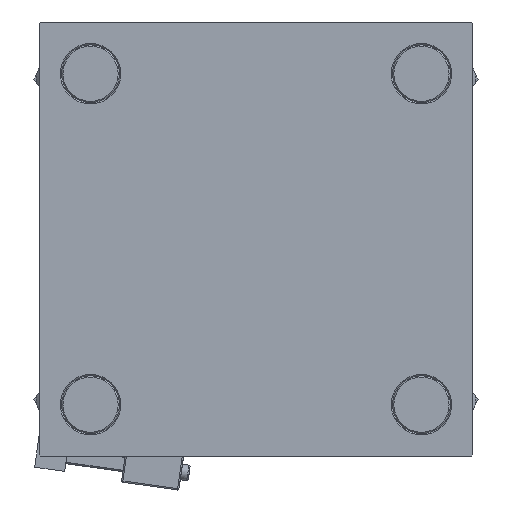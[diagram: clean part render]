
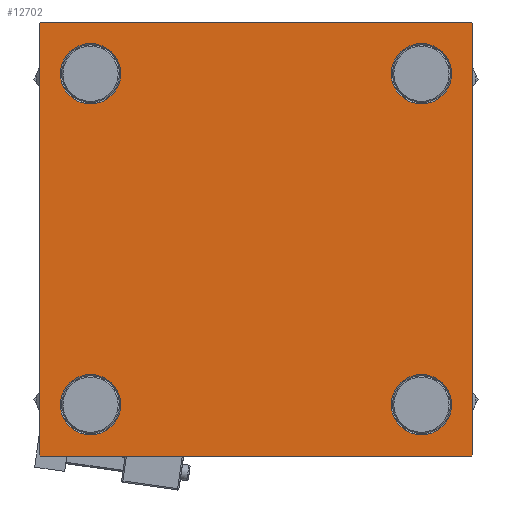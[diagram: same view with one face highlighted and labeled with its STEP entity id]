
A CAD part, left-side view. The second image highlights one B-rep face of the part: STEP entity #12702.
In plain terms, the highlighted planar face has unit normal (-1, 0, 0).
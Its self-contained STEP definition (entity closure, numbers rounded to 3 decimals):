
#79 = FACE_BOUND ( 'NONE', #21529, .T. ) ;
#337 = FACE_OUTER_BOUND ( 'NONE', #48497, .T. ) ;
#648 = EDGE_CURVE ( 'NONE', #11268, #42337, #19506, .T. ) ;
#1248 = DIRECTION ( 'NONE',  ( 0., 0., -1. ) ) ;
#1624 = CIRCLE ( 'NONE', #3347, 11.5 ) ;
#2045 = LINE ( 'NONE', #38000, #42810 ) ;
#2116 = AXIS2_PLACEMENT_3D ( 'NONE', #14700, #29910, #10189 ) ;
#2944 = EDGE_CURVE ( 'NONE', #7885, #41185, #35863, .T. ) ;
#3347 = AXIS2_PLACEMENT_3D ( 'NONE', #8935, #4671, #28946 ) ;
#3544 = FACE_BOUND ( 'NONE', #25390, .T. ) ;
#3638 = DIRECTION ( 'NONE',  ( 1., 0., 0. ) ) ;
#3647 = EDGE_CURVE ( 'NONE', #25920, #21931, #4438, .T. ) ;
#4438 = CIRCLE ( 'NONE', #46933, 11.5 ) ;
#4671 = DIRECTION ( 'NONE',  ( 1., 0., 0. ) ) ;
#4764 = EDGE_CURVE ( 'NONE', #21931, #25920, #42720, .T. ) ;
#4834 = ORIENTED_EDGE ( 'NONE', *, *, #21490, .F. ) ;
#5244 = AXIS2_PLACEMENT_3D ( 'NONE', #19027, #35280, #11054 ) ;
#5741 = EDGE_CURVE ( 'NONE', #28382, #11268, #2045, .T. ) ;
#6036 = ORIENTED_EDGE ( 'NONE', *, *, #26405, .T. ) ;
#6190 = CARTESIAN_POINT ( 'NONE',  ( 0., -82.25, -82.25 ) ) ;
#6746 = DIRECTION ( 'NONE',  ( 0., 0., 1. ) ) ;
#6978 = VECTOR ( 'NONE', #25633, 1000. ) ;
#7132 = CARTESIAN_POINT ( 'NONE',  ( 0., 82.25, 82.25 ) ) ;
#7385 = DIRECTION ( 'NONE',  ( 0., 0., 1. ) ) ;
#7885 = VERTEX_POINT ( 'NONE', #19669 ) ;
#8216 = CARTESIAN_POINT ( 'NONE',  ( 0., -62.95, 51.45 ) ) ;
#8246 = EDGE_LOOP ( 'NONE', ( #27857, #12974 ) ) ;
#8630 = DIRECTION ( 'NONE',  ( 0., 0.707, 0.707 ) ) ;
#8935 = CARTESIAN_POINT ( 'NONE',  ( 0., 62.95, -62.95 ) ) ;
#10189 = DIRECTION ( 'NONE',  ( 0., 0., 1. ) ) ;
#10845 = EDGE_CURVE ( 'NONE', #10952, #14281, #19714, .T. ) ;
#10952 = VERTEX_POINT ( 'NONE', #29287 ) ;
#11040 = DIRECTION ( 'NONE',  ( 1., 0., 0. ) ) ;
#11054 = DIRECTION ( 'NONE',  ( 0., 0., 1. ) ) ;
#11268 = VERTEX_POINT ( 'NONE', #17207 ) ;
#12050 = CARTESIAN_POINT ( 'NONE',  ( 0., 82.25, -82.25 ) ) ;
#12605 = CARTESIAN_POINT ( 'NONE',  ( 0., 0., 0. ) ) ;
#12702 = ADVANCED_FACE ( 'NONE', ( #79, #16846, #16058, #3544, #337 ), #29110, .T. ) ;
#12974 = ORIENTED_EDGE ( 'NONE', *, *, #3647, .T. ) ;
#13743 = ORIENTED_EDGE ( 'NONE', *, *, #26702, .T. ) ;
#13933 = EDGE_CURVE ( 'NONE', #16217, #20895, #18268, .T. ) ;
#14281 = VERTEX_POINT ( 'NONE', #20527 ) ;
#14601 = VERTEX_POINT ( 'NONE', #8216 ) ;
#14700 = CARTESIAN_POINT ( 'NONE',  ( 0., 62.95, 62.95 ) ) ;
#14840 = CARTESIAN_POINT ( 'NONE',  ( 0., -62.95, -62.95 ) ) ;
#14980 = CIRCLE ( 'NONE', #24340, 11.5 ) ;
#15619 = DIRECTION ( 'NONE',  ( 1., 0., 0. ) ) ;
#15958 = EDGE_CURVE ( 'NONE', #14601, #16946, #14980, .T. ) ;
#16058 = FACE_BOUND ( 'NONE', #41587, .T. ) ;
#16169 = ORIENTED_EDGE ( 'NONE', *, *, #20627, .T. ) ;
#16187 = DIRECTION ( 'NONE',  ( 1., 0., 0. ) ) ;
#16217 = VERTEX_POINT ( 'NONE', #40340 ) ;
#16846 = FACE_BOUND ( 'NONE', #8246, .T. ) ;
#16946 = VERTEX_POINT ( 'NONE', #27643 ) ;
#16972 = DIRECTION ( 'NONE',  ( 0., 0., 1. ) ) ;
#17207 = CARTESIAN_POINT ( 'NONE',  ( 0., 82.5, -82. ) ) ;
#17395 = LINE ( 'NONE', #6190, #48666 ) ;
#17400 = LINE ( 'NONE', #45117, #27939 ) ;
#18268 = CIRCLE ( 'NONE', #2116, 11.5 ) ;
#18326 = EDGE_CURVE ( 'NONE', #10952, #38172, #17400, .T. ) ;
#18494 = AXIS2_PLACEMENT_3D ( 'NONE', #30024, #34019, #46230 ) ;
#19027 = CARTESIAN_POINT ( 'NONE',  ( 0., 62.95, 62.95 ) ) ;
#19506 = LINE ( 'NONE', #12050, #51064 ) ;
#19669 = CARTESIAN_POINT ( 'NONE',  ( 0., 62.95, -74.45 ) ) ;
#19714 = LINE ( 'NONE', #48188, #38701 ) ;
#19772 = CARTESIAN_POINT ( 'NONE',  ( 0., -62.95, -51.45 ) ) ;
#20172 = ORIENTED_EDGE ( 'NONE', *, *, #15958, .T. ) ;
#20199 = CARTESIAN_POINT ( 'NONE',  ( 0., -62.95, -74.45 ) ) ;
#20374 = ORIENTED_EDGE ( 'NONE', *, *, #10845, .F. ) ;
#20527 = CARTESIAN_POINT ( 'NONE',  ( 0., -82.5, -82. ) ) ;
#20627 = EDGE_CURVE ( 'NONE', #41185, #7885, #1624, .T. ) ;
#20895 = VERTEX_POINT ( 'NONE', #21073 ) ;
#21073 = CARTESIAN_POINT ( 'NONE',  ( 0., 62.95, 51.45 ) ) ;
#21490 = EDGE_CURVE ( 'NONE', #21658, #38172, #25212, .T. ) ;
#21529 = EDGE_LOOP ( 'NONE', ( #44146, #20172 ) ) ;
#21658 = VERTEX_POINT ( 'NONE', #45880 ) ;
#21931 = VERTEX_POINT ( 'NONE', #19772 ) ;
#24340 = AXIS2_PLACEMENT_3D ( 'NONE', #48107, #3638, #7385 ) ;
#25055 = AXIS2_PLACEMENT_3D ( 'NONE', #12605, #48529, #28851 ) ;
#25212 = LINE ( 'NONE', #45172, #28076 ) ;
#25390 = EDGE_LOOP ( 'NONE', ( #36418, #6036 ) ) ;
#25633 = DIRECTION ( 'NONE',  ( 0., -1., 0. ) ) ;
#25920 = VERTEX_POINT ( 'NONE', #20199 ) ;
#26405 = EDGE_CURVE ( 'NONE', #20895, #16217, #46921, .T. ) ;
#26518 = CARTESIAN_POINT ( 'NONE',  ( 0., -82., 82.5 ) ) ;
#26702 = EDGE_CURVE ( 'NONE', #42337, #37112, #29654, .T. ) ;
#27137 = CARTESIAN_POINT ( 'NONE',  ( 0., 62.95, -51.45 ) ) ;
#27643 = CARTESIAN_POINT ( 'NONE',  ( 0., -62.95, 74.45 ) ) ;
#27857 = ORIENTED_EDGE ( 'NONE', *, *, #4764, .T. ) ;
#27939 = VECTOR ( 'NONE', #8630, 1000. ) ;
#28076 = VECTOR ( 'NONE', #37443, 1000. ) ;
#28382 = VERTEX_POINT ( 'NONE', #50457 ) ;
#28851 = DIRECTION ( 'NONE',  ( 0., 0., 1. ) ) ;
#28946 = DIRECTION ( 'NONE',  ( 0., 0., 1. ) ) ;
#29110 = PLANE ( 'NONE',  #25055 ) ;
#29287 = CARTESIAN_POINT ( 'NONE',  ( 0., -82.5, 82. ) ) ;
#29654 = LINE ( 'NONE', #37106, #6978 ) ;
#29910 = DIRECTION ( 'NONE',  ( 1., 0., 0. ) ) ;
#29924 = ORIENTED_EDGE ( 'NONE', *, *, #18326, .T. ) ;
#30024 = CARTESIAN_POINT ( 'NONE',  ( 0., -62.95, 62.95 ) ) ;
#30717 = ORIENTED_EDGE ( 'NONE', *, *, #5741, .T. ) ;
#30853 = AXIS2_PLACEMENT_3D ( 'NONE', #14840, #15619, #39600 ) ;
#31149 = EDGE_CURVE ( 'NONE', #37112, #14281, #17395, .T. ) ;
#32995 = CARTESIAN_POINT ( 'NONE',  ( 0., -82., -82.5 ) ) ;
#34019 = DIRECTION ( 'NONE',  ( 1., 0., 0. ) ) ;
#35246 = DIRECTION ( 'NONE',  ( 0., -0.707, 0.707 ) ) ;
#35280 = DIRECTION ( 'NONE',  ( 1., 0., 0. ) ) ;
#35399 = LINE ( 'NONE', #7132, #35610 ) ;
#35610 = VECTOR ( 'NONE', #48131, 1000. ) ;
#35863 = CIRCLE ( 'NONE', #47766, 11.5 ) ;
#36346 = ORIENTED_EDGE ( 'NONE', *, *, #31149, .T. ) ;
#36418 = ORIENTED_EDGE ( 'NONE', *, *, #13933, .T. ) ;
#36586 = ORIENTED_EDGE ( 'NONE', *, *, #45432, .T. ) ;
#37106 = CARTESIAN_POINT ( 'NONE',  ( 0., 82.5, -82.5 ) ) ;
#37112 = VERTEX_POINT ( 'NONE', #32995 ) ;
#37443 = DIRECTION ( 'NONE',  ( 0., -1., 0. ) ) ;
#38000 = CARTESIAN_POINT ( 'NONE',  ( 0., 82.5, 82.5 ) ) ;
#38172 = VERTEX_POINT ( 'NONE', #26518 ) ;
#38503 = ORIENTED_EDGE ( 'NONE', *, *, #648, .T. ) ;
#38701 = VECTOR ( 'NONE', #51655, 1000. ) ;
#39600 = DIRECTION ( 'NONE',  ( 0., 0., 1. ) ) ;
#39767 = ORIENTED_EDGE ( 'NONE', *, *, #2944, .T. ) ;
#40340 = CARTESIAN_POINT ( 'NONE',  ( 0., 62.95, 74.45 ) ) ;
#41185 = VERTEX_POINT ( 'NONE', #27137 ) ;
#41587 = EDGE_LOOP ( 'NONE', ( #16169, #39767 ) ) ;
#42202 = EDGE_CURVE ( 'NONE', #16946, #14601, #50784, .T. ) ;
#42337 = VERTEX_POINT ( 'NONE', #47290 ) ;
#42720 = CIRCLE ( 'NONE', #30853, 11.5 ) ;
#42810 = VECTOR ( 'NONE', #1248, 1000. ) ;
#44146 = ORIENTED_EDGE ( 'NONE', *, *, #42202, .T. ) ;
#45117 = CARTESIAN_POINT ( 'NONE',  ( 0., -82.25, 82.25 ) ) ;
#45172 = CARTESIAN_POINT ( 'NONE',  ( 0., 82.5, 82.5 ) ) ;
#45432 = EDGE_CURVE ( 'NONE', #21658, #28382, #35399, .T. ) ;
#45880 = CARTESIAN_POINT ( 'NONE',  ( 0., 82., 82.5 ) ) ;
#46230 = DIRECTION ( 'NONE',  ( 0., 0., 1. ) ) ;
#46921 = CIRCLE ( 'NONE', #5244, 11.5 ) ;
#46933 = AXIS2_PLACEMENT_3D ( 'NONE', #52637, #16187, #16972 ) ;
#47218 = CARTESIAN_POINT ( 'NONE',  ( 0., 62.95, -62.95 ) ) ;
#47290 = CARTESIAN_POINT ( 'NONE',  ( 0., 82., -82.5 ) ) ;
#47766 = AXIS2_PLACEMENT_3D ( 'NONE', #47218, #11040, #6746 ) ;
#48107 = CARTESIAN_POINT ( 'NONE',  ( 0., -62.95, 62.95 ) ) ;
#48131 = DIRECTION ( 'NONE',  ( 0., 0.707, -0.707 ) ) ;
#48188 = CARTESIAN_POINT ( 'NONE',  ( 0., -82.5, 82.5 ) ) ;
#48497 = EDGE_LOOP ( 'NONE', ( #30717, #38503, #13743, #36346, #20374, #29924, #4834, #36586 ) ) ;
#48529 = DIRECTION ( 'NONE',  ( -1., 0., 0. ) ) ;
#48666 = VECTOR ( 'NONE', #35246, 1000. ) ;
#48758 = DIRECTION ( 'NONE',  ( 0., -0.707, -0.707 ) ) ;
#50457 = CARTESIAN_POINT ( 'NONE',  ( 0., 82.5, 82. ) ) ;
#50784 = CIRCLE ( 'NONE', #18494, 11.5 ) ;
#51064 = VECTOR ( 'NONE', #48758, 1000. ) ;
#51655 = DIRECTION ( 'NONE',  ( 0., 0., -1. ) ) ;
#52637 = CARTESIAN_POINT ( 'NONE',  ( 0., -62.95, -62.95 ) ) ;
